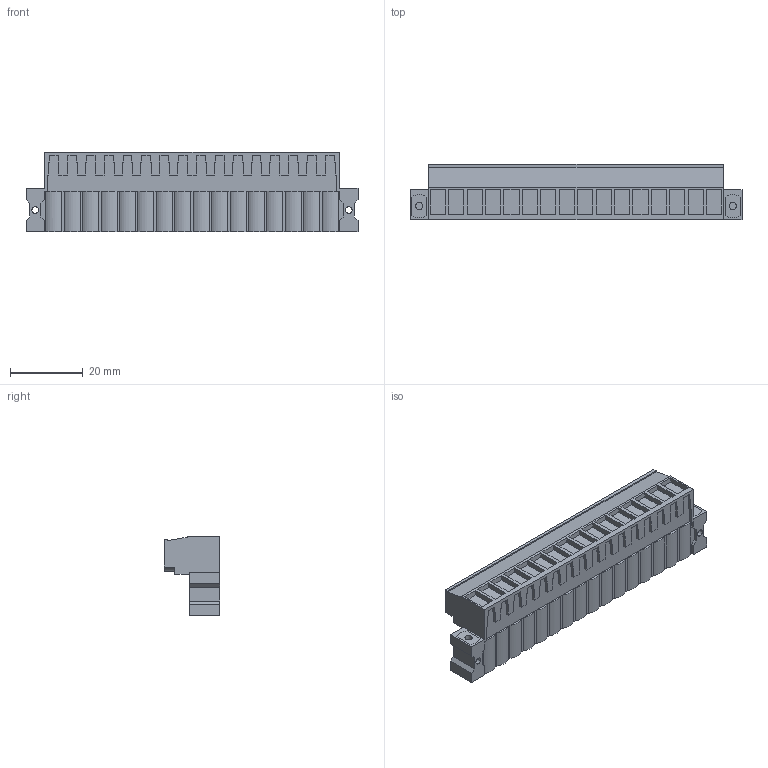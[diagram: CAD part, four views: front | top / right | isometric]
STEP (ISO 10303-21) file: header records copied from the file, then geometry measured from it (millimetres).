
FILE_DESCRIPTION(('CATIA V5 STEP Exchange','CAx-IF Rec.Pracs.--- Model Styling and Organization---1.2---2011-12-15'),'2;1');
FILE_NAME ('D1457477_0_1846500000_1846500000.stp','2017-05-17T11:13:18+00:00',('none'),('Weidmueller'),'CATIA Version 5-6 Release 2014','CATIA V5 STEP AP214','none');
FILE_SCHEMA(('AUTOMOTIVE_DESIGN { 1 0 10303 214 1 1 1 1 }'));
Length unit declared in the file: millimetre
Products named in the file (1): 1846500000
Bounding box: 91.54 x 15.38 x 22.05 mm (x, y, z)
Volume: 14743.6 mm3; surface area: 12902.9 mm2
Topology: 37 solids, 37 shells, 1200 faces, 3251 edges, 2196 vertices
Faces by surface type: plane 900, cylinder 236, extrusion 64
Entity records: 36274 total; most frequent: CARTESIAN_POINT 8226, ORIENTED_EDGE 6502, DIRECTION 4373, EDGE_CURVE 3251, VECTOR 2643, LINE 2579, VERTEX_POINT 2196, EDGE_LOOP 1315
